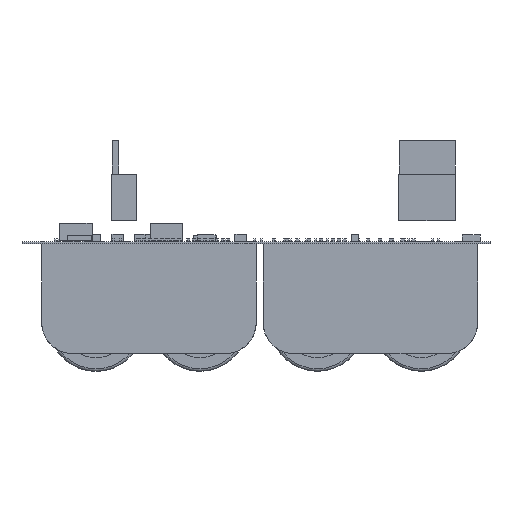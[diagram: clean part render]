
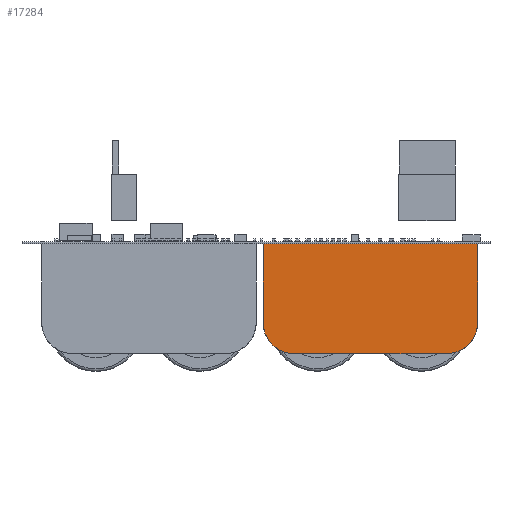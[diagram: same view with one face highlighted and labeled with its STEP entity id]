
A CAD part, front view. The second image highlights one B-rep face of the part: STEP entity #17284.
In plain terms, the highlighted face is planar.
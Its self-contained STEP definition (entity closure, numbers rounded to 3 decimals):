
#15984 = PLANE('',#15985);
#15985 = AXIS2_PLACEMENT_3D('',#15986,#15987,#15988);
#15986 = CARTESIAN_POINT('',(0.,0.,0.));
#15987 = DIRECTION('',(0.,1.,0.));
#15988 = DIRECTION('',(0.,0.,1.));
#16227 = VERTEX_POINT('',#16228);
#16228 = CARTESIAN_POINT('',(-20.5,0.,-38.));
#16242 = PLANE('',#16243);
#16243 = AXIS2_PLACEMENT_3D('',#16244,#16245,#16246);
#16244 = CARTESIAN_POINT('',(-20.5,1.,-38.));
#16245 = DIRECTION('',(1.,0.,0.));
#16246 = DIRECTION('',(0.,0.,-1.));
#16254 = EDGE_CURVE('',#16255,#16227,#16257,.T.);
#16255 = VERTEX_POINT('',#16256);
#16256 = CARTESIAN_POINT('',(20.5,0.,-38.));
#16257 = SURFACE_CURVE('',#16258,(#16262,#16269),.PCURVE_S1.);
#16258 = LINE('',#16259,#16260);
#16259 = CARTESIAN_POINT('',(0.,0.,-38.));
#16260 = VECTOR('',#16261,1.);
#16261 = DIRECTION('',(-1.,0.,0.));
#16262 = PCURVE('',#15984,#16263);
#16263 = DEFINITIONAL_REPRESENTATION('',(#16264),#16268);
#16264 = LINE('',#16265,#16266);
#16265 = CARTESIAN_POINT('',(-38.,0.));
#16266 = VECTOR('',#16267,1.);
#16267 = DIRECTION('',(0.,-1.));
#16268 = ( GEOMETRIC_REPRESENTATION_CONTEXT(2) 
PARAMETRIC_REPRESENTATION_CONTEXT() REPRESENTATION_CONTEXT('2D SPACE',''
  ) );
#16269 = PCURVE('',#16270,#16275);
#16270 = PLANE('',#16271);
#16271 = AXIS2_PLACEMENT_3D('',#16272,#16273,#16274);
#16272 = CARTESIAN_POINT('',(-20.5,1.,-38.));
#16273 = DIRECTION('',(0.,0.,1.));
#16274 = DIRECTION('',(1.,0.,0.));
#16275 = DEFINITIONAL_REPRESENTATION('',(#16276),#16280);
#16276 = LINE('',#16277,#16278);
#16277 = CARTESIAN_POINT('',(20.5,-1.));
#16278 = VECTOR('',#16279,1.);
#16279 = DIRECTION('',(-1.,0.));
#16280 = ( GEOMETRIC_REPRESENTATION_CONTEXT(2) 
PARAMETRIC_REPRESENTATION_CONTEXT() REPRESENTATION_CONTEXT('2D SPACE',''
  ) );
#16296 = PLANE('',#16297);
#16297 = AXIS2_PLACEMENT_3D('',#16298,#16299,#16300);
#16298 = CARTESIAN_POINT('',(20.5,1.,-38.));
#16299 = DIRECTION('',(-1.,0.,0.));
#16300 = DIRECTION('',(0.,0.,1.));
#16373 = VERTEX_POINT('',#16374);
#16374 = CARTESIAN_POINT('',(20.5,15.,-38.));
#16388 = CYLINDRICAL_SURFACE('',#16389,6.);
#16389 = AXIS2_PLACEMENT_3D('',#16390,#16391,#16392);
#16390 = CARTESIAN_POINT('',(14.5,15.,-44.));
#16391 = DIRECTION('',(0.,0.,1.));
#16392 = DIRECTION('',(1.,0.,0.));
#16946 = EDGE_CURVE('',#16373,#16255,#16947,.T.);
#16947 = SURFACE_CURVE('',#16948,(#16952,#16959),.PCURVE_S1.);
#16948 = LINE('',#16949,#16950);
#16949 = CARTESIAN_POINT('',(20.5,1.,-38.));
#16950 = VECTOR('',#16951,1.);
#16951 = DIRECTION('',(0.,-1.,0.));
#16952 = PCURVE('',#16296,#16953);
#16953 = DEFINITIONAL_REPRESENTATION('',(#16954),#16958);
#16954 = LINE('',#16955,#16956);
#16955 = CARTESIAN_POINT('',(0.,0.));
#16956 = VECTOR('',#16957,1.);
#16957 = DIRECTION('',(0.,-1.));
#16958 = ( GEOMETRIC_REPRESENTATION_CONTEXT(2) 
PARAMETRIC_REPRESENTATION_CONTEXT() REPRESENTATION_CONTEXT('2D SPACE',''
  ) );
#16959 = PCURVE('',#16270,#16960);
#16960 = DEFINITIONAL_REPRESENTATION('',(#16961),#16965);
#16961 = LINE('',#16962,#16963);
#16962 = CARTESIAN_POINT('',(41.,0.));
#16963 = VECTOR('',#16964,1.);
#16964 = DIRECTION('',(0.,-1.));
#16965 = ( GEOMETRIC_REPRESENTATION_CONTEXT(2) 
PARAMETRIC_REPRESENTATION_CONTEXT() REPRESENTATION_CONTEXT('2D SPACE',''
  ) );
#17236 = VERTEX_POINT('',#17237);
#17237 = CARTESIAN_POINT('',(-20.5,15.,-38.));
#17251 = CYLINDRICAL_SURFACE('',#17252,6.);
#17252 = AXIS2_PLACEMENT_3D('',#17253,#17254,#17255);
#17253 = CARTESIAN_POINT('',(-14.5,15.,-52.549));
#17254 = DIRECTION('',(0.,0.,1.));
#17255 = DIRECTION('',(1.,0.,0.));
#17262 = EDGE_CURVE('',#16227,#17236,#17263,.T.);
#17263 = SURFACE_CURVE('',#17264,(#17268,#17275),.PCURVE_S1.);
#17264 = LINE('',#17265,#17266);
#17265 = CARTESIAN_POINT('',(-20.5,1.,-38.));
#17266 = VECTOR('',#17267,1.);
#17267 = DIRECTION('',(0.,1.,0.));
#17268 = PCURVE('',#16242,#17269);
#17269 = DEFINITIONAL_REPRESENTATION('',(#17270),#17274);
#17270 = LINE('',#17271,#17272);
#17271 = CARTESIAN_POINT('',(0.,0.));
#17272 = VECTOR('',#17273,1.);
#17273 = DIRECTION('',(0.,1.));
#17274 = ( GEOMETRIC_REPRESENTATION_CONTEXT(2) 
PARAMETRIC_REPRESENTATION_CONTEXT() REPRESENTATION_CONTEXT('2D SPACE',''
  ) );
#17275 = PCURVE('',#16270,#17276);
#17276 = DEFINITIONAL_REPRESENTATION('',(#17277),#17281);
#17277 = LINE('',#17278,#17279);
#17278 = CARTESIAN_POINT('',(0.,0.));
#17279 = VECTOR('',#17280,1.);
#17280 = DIRECTION('',(0.,1.));
#17281 = ( GEOMETRIC_REPRESENTATION_CONTEXT(2) 
PARAMETRIC_REPRESENTATION_CONTEXT() REPRESENTATION_CONTEXT('2D SPACE',''
  ) );
#17284 = ADVANCED_FACE('',(#17285),#16270,.F.);
#17285 = FACE_BOUND('',#17286,.T.);
#17286 = EDGE_LOOP('',(#17287,#17310,#17311,#17312,#17313,#17336));
#17287 = ORIENTED_EDGE('',*,*,#17288,.F.);
#17288 = EDGE_CURVE('',#16373,#17289,#17291,.T.);
#17289 = VERTEX_POINT('',#17290);
#17290 = CARTESIAN_POINT('',(14.5,21.,-38.));
#17291 = SURFACE_CURVE('',#17292,(#17297,#17304),.PCURVE_S1.);
#17292 = CIRCLE('',#17293,6.);
#17293 = AXIS2_PLACEMENT_3D('',#17294,#17295,#17296);
#17294 = CARTESIAN_POINT('',(14.5,15.,-38.));
#17295 = DIRECTION('',(0.,0.,1.));
#17296 = DIRECTION('',(1.,0.,0.));
#17297 = PCURVE('',#16270,#17298);
#17298 = DEFINITIONAL_REPRESENTATION('',(#17299),#17303);
#17299 = CIRCLE('',#17300,6.);
#17300 = AXIS2_PLACEMENT_2D('',#17301,#17302);
#17301 = CARTESIAN_POINT('',(35.,14.));
#17302 = DIRECTION('',(1.,0.));
#17303 = ( GEOMETRIC_REPRESENTATION_CONTEXT(2) 
PARAMETRIC_REPRESENTATION_CONTEXT() REPRESENTATION_CONTEXT('2D SPACE',''
  ) );
#17304 = PCURVE('',#16388,#17305);
#17305 = DEFINITIONAL_REPRESENTATION('',(#17306),#17309);
#17306 = B_SPLINE_CURVE_WITH_KNOTS('',1,(#17307,#17308),.UNSPECIFIED.,
  .F.,.F.,(2,2),(0.,1.571),.PIECEWISE_BEZIER_KNOTS.);
#17307 = CARTESIAN_POINT('',(0.,6.));
#17308 = CARTESIAN_POINT('',(1.571,6.));
#17309 = ( GEOMETRIC_REPRESENTATION_CONTEXT(2) 
PARAMETRIC_REPRESENTATION_CONTEXT() REPRESENTATION_CONTEXT('2D SPACE',''
  ) );
#17310 = ORIENTED_EDGE('',*,*,#16946,.T.);
#17311 = ORIENTED_EDGE('',*,*,#16254,.T.);
#17312 = ORIENTED_EDGE('',*,*,#17262,.T.);
#17313 = ORIENTED_EDGE('',*,*,#17314,.F.);
#17314 = EDGE_CURVE('',#17315,#17236,#17317,.T.);
#17315 = VERTEX_POINT('',#17316);
#17316 = CARTESIAN_POINT('',(-14.5,21.,-38.));
#17317 = SURFACE_CURVE('',#17318,(#17323,#17330),.PCURVE_S1.);
#17318 = CIRCLE('',#17319,6.);
#17319 = AXIS2_PLACEMENT_3D('',#17320,#17321,#17322);
#17320 = CARTESIAN_POINT('',(-14.5,15.,-38.));
#17321 = DIRECTION('',(0.,0.,1.));
#17322 = DIRECTION('',(1.,0.,0.));
#17323 = PCURVE('',#16270,#17324);
#17324 = DEFINITIONAL_REPRESENTATION('',(#17325),#17329);
#17325 = CIRCLE('',#17326,6.);
#17326 = AXIS2_PLACEMENT_2D('',#17327,#17328);
#17327 = CARTESIAN_POINT('',(6.,14.));
#17328 = DIRECTION('',(1.,0.));
#17329 = ( GEOMETRIC_REPRESENTATION_CONTEXT(2) 
PARAMETRIC_REPRESENTATION_CONTEXT() REPRESENTATION_CONTEXT('2D SPACE',''
  ) );
#17330 = PCURVE('',#17251,#17331);
#17331 = DEFINITIONAL_REPRESENTATION('',(#17332),#17335);
#17332 = B_SPLINE_CURVE_WITH_KNOTS('',1,(#17333,#17334),.UNSPECIFIED.,
  .F.,.F.,(2,2),(1.571,3.142),
  .PIECEWISE_BEZIER_KNOTS.);
#17333 = CARTESIAN_POINT('',(1.571,14.549));
#17334 = CARTESIAN_POINT('',(3.142,14.549));
#17335 = ( GEOMETRIC_REPRESENTATION_CONTEXT(2) 
PARAMETRIC_REPRESENTATION_CONTEXT() REPRESENTATION_CONTEXT('2D SPACE',''
  ) );
#17336 = ORIENTED_EDGE('',*,*,#17337,.F.);
#17337 = EDGE_CURVE('',#17289,#17315,#17338,.T.);
#17338 = SURFACE_CURVE('',#17339,(#17343,#17350),.PCURVE_S1.);
#17339 = LINE('',#17340,#17341);
#17340 = CARTESIAN_POINT('',(-20.5,21.,-38.));
#17341 = VECTOR('',#17342,1.);
#17342 = DIRECTION('',(-1.,0.,0.));
#17343 = PCURVE('',#16270,#17344);
#17344 = DEFINITIONAL_REPRESENTATION('',(#17345),#17349);
#17345 = LINE('',#17346,#17347);
#17346 = CARTESIAN_POINT('',(0.,20.));
#17347 = VECTOR('',#17348,1.);
#17348 = DIRECTION('',(-1.,0.));
#17349 = ( GEOMETRIC_REPRESENTATION_CONTEXT(2) 
PARAMETRIC_REPRESENTATION_CONTEXT() REPRESENTATION_CONTEXT('2D SPACE',''
  ) );
#17350 = PCURVE('',#17351,#17356);
#17351 = PLANE('',#17352);
#17352 = AXIS2_PLACEMENT_3D('',#17353,#17354,#17355);
#17353 = CARTESIAN_POINT('',(0.,21.,0.));
#17354 = DIRECTION('',(0.,1.,0.));
#17355 = DIRECTION('',(0.,0.,1.));
#17356 = DEFINITIONAL_REPRESENTATION('',(#17357),#17361);
#17357 = LINE('',#17358,#17359);
#17358 = CARTESIAN_POINT('',(-38.,-20.5));
#17359 = VECTOR('',#17360,1.);
#17360 = DIRECTION('',(0.,-1.));
#17361 = ( GEOMETRIC_REPRESENTATION_CONTEXT(2) 
PARAMETRIC_REPRESENTATION_CONTEXT() REPRESENTATION_CONTEXT('2D SPACE',''
  ) );
